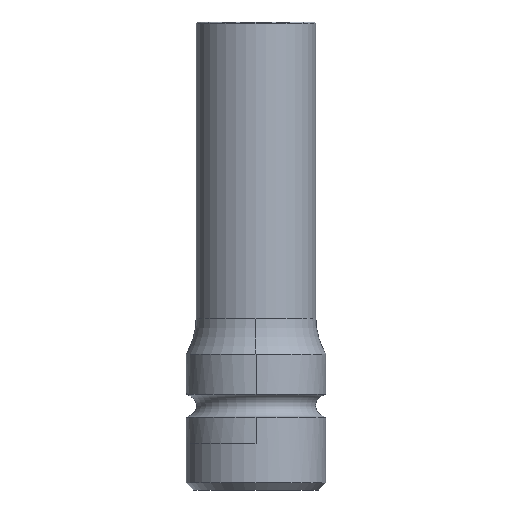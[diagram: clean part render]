
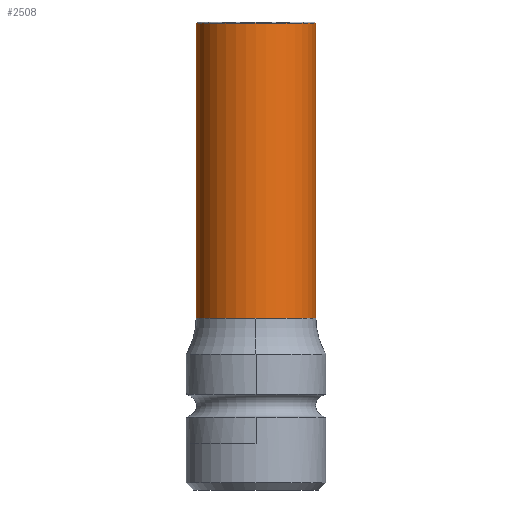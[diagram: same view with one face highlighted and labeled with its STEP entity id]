
A CAD part, left-side view. The second image highlights one B-rep face of the part: STEP entity #2508.
In plain terms, the highlighted cylindrical face has radius 12.8 mm (diameter 25.6 mm), a partial arc.
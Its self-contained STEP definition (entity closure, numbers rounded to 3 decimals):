
#263=DIRECTION('',(0.,0.,1.));
#264=VECTOR('',#263,62.962);
#265=CARTESIAN_POINT('',(0.,12.8,26.738));
#266=LINE('',#265,#264);
#267=DIRECTION('',(0.,0.,1.));
#268=VECTOR('',#267,62.962);
#269=CARTESIAN_POINT('',(0.,-12.8,26.738));
#270=LINE('',#269,#268);
#1119=CARTESIAN_POINT('',(0.,0.,89.7));
#1120=DIRECTION('',(0.,0.,1.));
#1121=DIRECTION('',(0.,1.,0.));
#1122=AXIS2_PLACEMENT_3D('',#1119,#1120,#1121);
#1124=CARTESIAN_POINT('',(0.,0.,26.738));
#1125=DIRECTION('',(0.,0.,1.));
#1126=DIRECTION('',(-1.,0.,0.));
#1127=AXIS2_PLACEMENT_3D('',#1124,#1125,#1126);
#1129=CARTESIAN_POINT('',(0.,0.,26.738));
#1130=DIRECTION('',(0.,0.,1.));
#1131=DIRECTION('',(0.,1.,0.));
#1132=AXIS2_PLACEMENT_3D('',#1129,#1130,#1131);
#1189=CARTESIAN_POINT('',(0.,12.8,26.738));
#1190=CARTESIAN_POINT('',(-12.8,0.,26.738));
#1191=VERTEX_POINT('',#1189);
#1192=VERTEX_POINT('',#1190);
#1193=CARTESIAN_POINT('',(0.,-12.8,26.738));
#1194=VERTEX_POINT('',#1193);
#1207=CARTESIAN_POINT('',(0.,-12.8,89.7));
#1208=CARTESIAN_POINT('',(0.,12.8,89.7));
#1209=VERTEX_POINT('',#1207);
#1210=VERTEX_POINT('',#1208);
#2495=CARTESIAN_POINT('',(0.,0.,15.45));
#2496=DIRECTION('',(0.,0.,1.));
#2497=DIRECTION('',(0.,1.,0.));
#2498=AXIS2_PLACEMENT_3D('',#2495,#2496,#2497);
#2499=CYLINDRICAL_SURFACE('',#2498,12.8);
#2500=ORIENTED_EDGE('',*,*,#2489,.T.);
#2501=ORIENTED_EDGE('',*,*,#1531,.F.);
#2502=ORIENTED_EDGE('',*,*,#1516,.F.);
#2504=ORIENTED_EDGE('',*,*,#2503,.F.);
#2505=ORIENTED_EDGE('',*,*,#1528,.T.);
#2506=EDGE_LOOP('',(#2500,#2501,#2502,#2504,#2505));
#2507=FACE_OUTER_BOUND('',#2506,.F.);
#2508=ADVANCED_FACE('',(#2507),#2499,.T.);
#1123=CIRCLE('',#1122,12.8);
#1128=CIRCLE('',#1127,12.8);
#1133=CIRCLE('',#1132,12.8);
#1516=EDGE_CURVE('',#1192,#1194,#1128,.T.);
#1528=EDGE_CURVE('',#1191,#1210,#266,.T.);
#1531=EDGE_CURVE('',#1194,#1209,#270,.T.);
#2489=EDGE_CURVE('',#1210,#1209,#1123,.T.);
#2503=EDGE_CURVE('',#1191,#1192,#1133,.T.);
